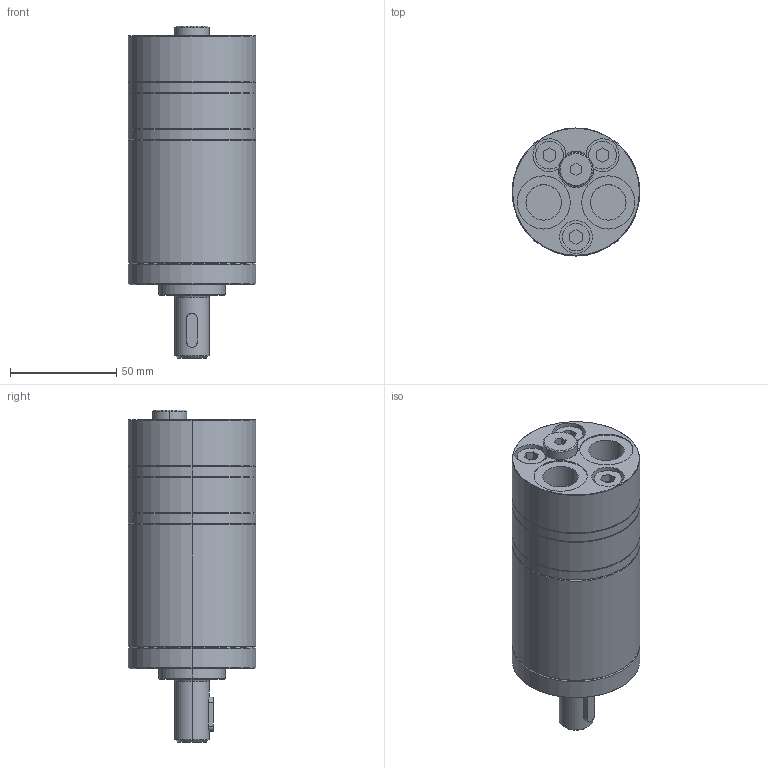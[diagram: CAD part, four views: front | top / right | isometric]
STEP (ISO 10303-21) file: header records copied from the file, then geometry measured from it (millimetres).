
FILE_DESCRIPTION (( 'STEP AP203' ), '1' );
FILE_NAME ('BMM-40P1CY1[3D].STEP', '2024-03-15T08:43:51', ( 'Microsoft' ), ( 'Microsoft' ), 'SwSTEP 2.0', 'SolidWorks 2007', '' );
FILE_SCHEMA (( 'CONFIG_CONTROL_DESIGN' ));
Length unit declared in the file: millimetre
Products named in the file (1): BMM-40P1CY1[3D]
Bounding box: 60 x 60 x 156 mm (x, y, z)
Volume: 330473.7 mm3; surface area: 38149.8 mm2
Topology: 1 solids, 2 shells, 214 faces, 473 edges, 300 vertices
Faces by surface type: plane 103, cylinder 77, cone 34
Entity records: 6030 total; most frequent: DIRECTION 1089, CARTESIAN_POINT 1051, ORIENTED_EDGE 946, EDGE_CURVE 473, AXIS2_PLACEMENT_3D 404, VERTEX_POINT 300, VECTOR 281, LINE 281
